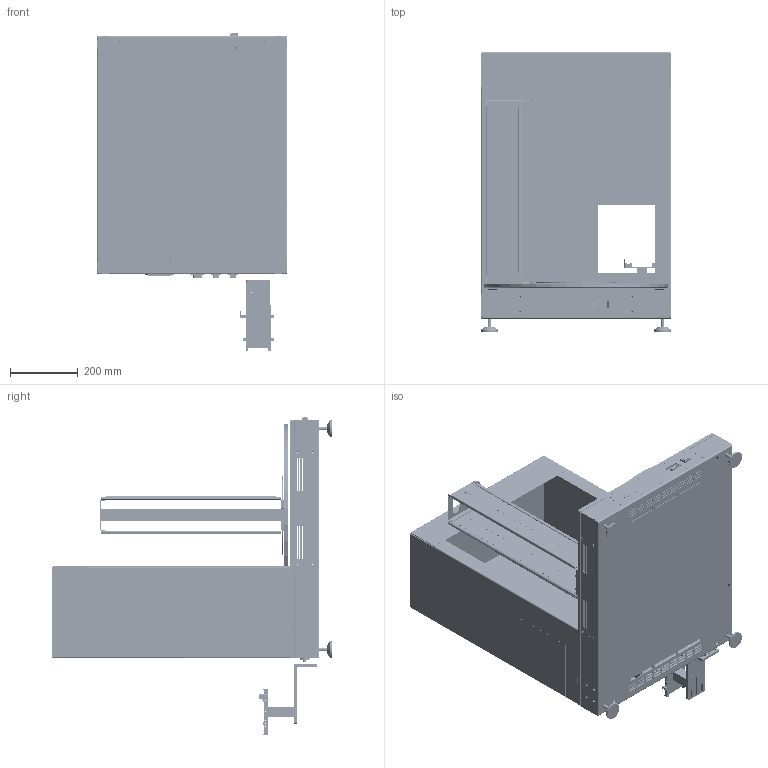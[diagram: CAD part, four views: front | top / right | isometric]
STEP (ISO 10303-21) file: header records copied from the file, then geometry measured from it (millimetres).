
FILE_DESCRIPTION (( 'STEP AP214' ), '1' );
FILE_NAME ('9342000.STEP', '2024-09-25T13:43:14', ( '' ), ( '' ), 'SwSTEP 2.0', 'SolidWorks 2022', '' );
FILE_SCHEMA (( 'AUTOMOTIVE_DESIGN' ));
Length unit declared in the file: millimetre
Products named in the file (1): 9342000
Bounding box: 560.01 x 824 x 933.98 mm (x, y, z)
Volume: 10803879.9 mm3; surface area: 5287973.2 mm2
Topology: 40 solids, 40 shells, 7313 faces, 20085 edges, 13277 vertices
Faces by surface type: plane 4064, cylinder 3125, cone 90, bspline 22, torus 12
Full cylindrical faces by diameter (mm): 1.5 x3, 1.6 x2, 1.9 x1, 2.05 x4, 2.5 x72, 3.1 x8, 3.2 x8, 3.3 x39, 3.4 x18, 4 x44, 4.2 x60, 4.3 x1, 4.5 x2, 4.7 x4, 5 x1, 5.2 x2, 5.3 x6, 6 x7, 6.2 x10, 6.5 x28, 7.1 x16, 8 x8, 8.5 x5, 10 x4, 11 x8, 12.5 x4, 14.5 x1, 15.5 x1, 16 x1, 16.5 x5
Entity records: 312754 total; most frequent: CARTESIAN_POINT 41054, DIRECTION 40235, ORIENTED_EDGE 38830, EDGE_CURVE 19415, AXIS2_PLACEMENT_3D 13627, VERTEX_POINT 13090, LINE 12981, VECTOR 12981
